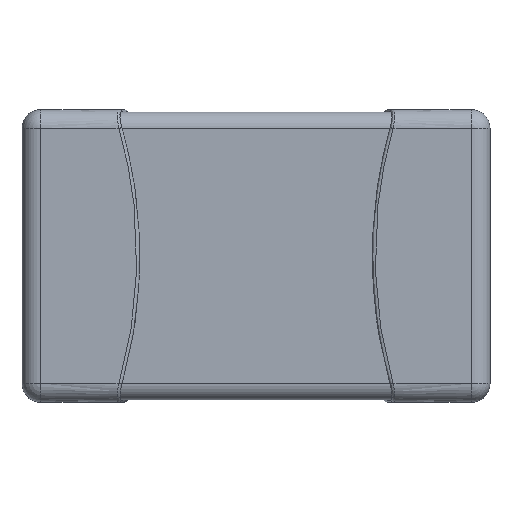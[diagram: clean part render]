
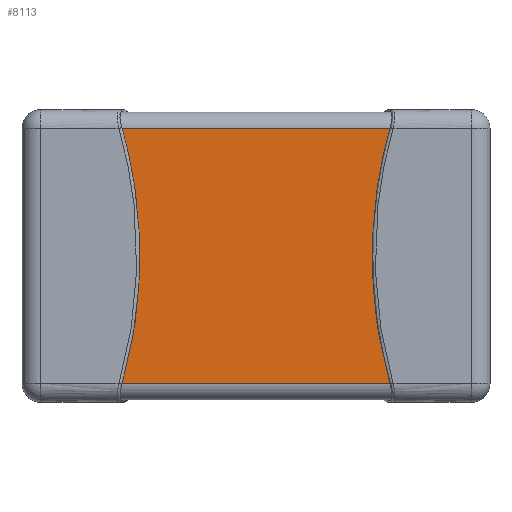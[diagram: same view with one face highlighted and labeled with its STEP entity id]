
A CAD part, top view. The second image highlights one B-rep face of the part: STEP entity #8113.
In plain terms, the highlighted planar face has unit normal (0, 0, 1).
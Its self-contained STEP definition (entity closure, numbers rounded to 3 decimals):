
#7538 = EDGE_CURVE('',#7539,#7541,#7543,.T.);
#7539 = VERTEX_POINT('',#7540);
#7540 = CARTESIAN_POINT('',(-0.9,-0.545,0.6));
#7541 = VERTEX_POINT('',#7542);
#7542 = CARTESIAN_POINT('',(0.9,-0.545,0.6));
#7543 = SURFACE_CURVE('',#7544,(#7548,#7560),.PCURVE_S1.);
#7544 = LINE('',#7545,#7546);
#7545 = CARTESIAN_POINT('',(-0.9,-0.545,0.6));
#7546 = VECTOR('',#7547,1.);
#7547 = DIRECTION('',(1.,0.,0.));
#7548 = PCURVE('',#7549,#7554);
#7549 = CYLINDRICAL_SURFACE('',#7550,0.07);
#7550 = AXIS2_PLACEMENT_3D('',#7551,#7552,#7553);
#7551 = CARTESIAN_POINT('',(-0.9,-0.545,0.53));
#7552 = DIRECTION('',(-1.,0.,0.));
#7553 = DIRECTION('',(0.,1.,0.));
#7554 = DEFINITIONAL_REPRESENTATION('',(#7555),#7559);
#7555 = LINE('',#7556,#7557);
#7556 = CARTESIAN_POINT('',(-1.571,0.));
#7557 = VECTOR('',#7558,1.);
#7558 = DIRECTION('',(-0.,-1.));
#7559 = ( GEOMETRIC_REPRESENTATION_CONTEXT(2) 
PARAMETRIC_REPRESENTATION_CONTEXT() REPRESENTATION_CONTEXT('2D SPACE',''
  ) );
#7560 = PCURVE('',#7561,#7566);
#7561 = PLANE('',#7562);
#7562 = AXIS2_PLACEMENT_3D('',#7563,#7564,#7565);
#7563 = CARTESIAN_POINT('',(-0.9,-0.545,0.6));
#7564 = DIRECTION('',(0.,0.,1.));
#7565 = DIRECTION('',(0.,1.,0.));
#7566 = DEFINITIONAL_REPRESENTATION('',(#7567),#7571);
#7567 = LINE('',#7568,#7569);
#7568 = CARTESIAN_POINT('',(0.,0.));
#7569 = VECTOR('',#7570,1.);
#7570 = DIRECTION('',(0.,-1.));
#7571 = ( GEOMETRIC_REPRESENTATION_CONTEXT(2) 
PARAMETRIC_REPRESENTATION_CONTEXT() REPRESENTATION_CONTEXT('2D SPACE',''
  ) );
#7590 = PLANE('',#7591);
#7591 = AXIS2_PLACEMENT_3D('',#7592,#7593,#7594);
#7592 = CARTESIAN_POINT('',(0.9,0.,0.31));
#7593 = DIRECTION('',(1.,0.,0.));
#7594 = DIRECTION('',(0.,0.,1.));
#7645 = PLANE('',#7646);
#7646 = AXIS2_PLACEMENT_3D('',#7647,#7648,#7649);
#7647 = CARTESIAN_POINT('',(-0.9,0.,0.31));
#7648 = DIRECTION('',(1.,0.,0.));
#7649 = DIRECTION('',(0.,0.,1.));
#7986 = CYLINDRICAL_SURFACE('',#7987,0.07);
#7987 = AXIS2_PLACEMENT_3D('',#7988,#7989,#7990);
#7988 = CARTESIAN_POINT('',(-0.9,0.545,0.53));
#7989 = DIRECTION('',(-1.,0.,0.));
#7990 = DIRECTION('',(0.,1.,0.));
#8046 = VERTEX_POINT('',#8047);
#8047 = CARTESIAN_POINT('',(0.9,0.545,0.6));
#8069 = EDGE_CURVE('',#8070,#8046,#8072,.T.);
#8070 = VERTEX_POINT('',#8071);
#8071 = CARTESIAN_POINT('',(-0.9,0.545,0.6));
#8072 = SURFACE_CURVE('',#8073,(#8077,#8084),.PCURVE_S1.);
#8073 = LINE('',#8074,#8075);
#8074 = CARTESIAN_POINT('',(-0.9,0.545,0.6));
#8075 = VECTOR('',#8076,1.);
#8076 = DIRECTION('',(1.,0.,0.));
#8077 = PCURVE('',#7986,#8078);
#8078 = DEFINITIONAL_REPRESENTATION('',(#8079),#8083);
#8079 = LINE('',#8080,#8081);
#8080 = CARTESIAN_POINT('',(-1.571,0.));
#8081 = VECTOR('',#8082,1.);
#8082 = DIRECTION('',(-0.,-1.));
#8083 = ( GEOMETRIC_REPRESENTATION_CONTEXT(2) 
PARAMETRIC_REPRESENTATION_CONTEXT() REPRESENTATION_CONTEXT('2D SPACE',''
  ) );
#8084 = PCURVE('',#7561,#8085);
#8085 = DEFINITIONAL_REPRESENTATION('',(#8086),#8090);
#8086 = LINE('',#8087,#8088);
#8087 = CARTESIAN_POINT('',(1.09,0.));
#8088 = VECTOR('',#8089,1.);
#8089 = DIRECTION('',(0.,-1.));
#8090 = ( GEOMETRIC_REPRESENTATION_CONTEXT(2) 
PARAMETRIC_REPRESENTATION_CONTEXT() REPRESENTATION_CONTEXT('2D SPACE',''
  ) );
#8113 = ADVANCED_FACE('',(#8114),#7561,.T.);
#8114 = FACE_BOUND('',#8115,.T.);
#8115 = EDGE_LOOP('',(#8116,#8117,#8138,#8139));
#8116 = ORIENTED_EDGE('',*,*,#7538,.T.);
#8117 = ORIENTED_EDGE('',*,*,#8118,.T.);
#8118 = EDGE_CURVE('',#7541,#8046,#8119,.T.);
#8119 = SURFACE_CURVE('',#8120,(#8124,#8131),.PCURVE_S1.);
#8120 = LINE('',#8121,#8122);
#8121 = CARTESIAN_POINT('',(0.9,-0.545,0.6));
#8122 = VECTOR('',#8123,1.);
#8123 = DIRECTION('',(0.,1.,0.));
#8124 = PCURVE('',#7561,#8125);
#8125 = DEFINITIONAL_REPRESENTATION('',(#8126),#8130);
#8126 = LINE('',#8127,#8128);
#8127 = CARTESIAN_POINT('',(0.,-1.8));
#8128 = VECTOR('',#8129,1.);
#8129 = DIRECTION('',(1.,0.));
#8130 = ( GEOMETRIC_REPRESENTATION_CONTEXT(2) 
PARAMETRIC_REPRESENTATION_CONTEXT() REPRESENTATION_CONTEXT('2D SPACE',''
  ) );
#8131 = PCURVE('',#7590,#8132);
#8132 = DEFINITIONAL_REPRESENTATION('',(#8133),#8137);
#8133 = LINE('',#8134,#8135);
#8134 = CARTESIAN_POINT('',(0.29,0.545));
#8135 = VECTOR('',#8136,1.);
#8136 = DIRECTION('',(0.,-1.));
#8137 = ( GEOMETRIC_REPRESENTATION_CONTEXT(2) 
PARAMETRIC_REPRESENTATION_CONTEXT() REPRESENTATION_CONTEXT('2D SPACE',''
  ) );
#8138 = ORIENTED_EDGE('',*,*,#8069,.F.);
#8139 = ORIENTED_EDGE('',*,*,#8140,.F.);
#8140 = EDGE_CURVE('',#7539,#8070,#8141,.T.);
#8141 = SURFACE_CURVE('',#8142,(#8146,#8153),.PCURVE_S1.);
#8142 = LINE('',#8143,#8144);
#8143 = CARTESIAN_POINT('',(-0.9,-0.545,0.6));
#8144 = VECTOR('',#8145,1.);
#8145 = DIRECTION('',(0.,1.,0.));
#8146 = PCURVE('',#7561,#8147);
#8147 = DEFINITIONAL_REPRESENTATION('',(#8148),#8152);
#8148 = LINE('',#8149,#8150);
#8149 = CARTESIAN_POINT('',(0.,0.));
#8150 = VECTOR('',#8151,1.);
#8151 = DIRECTION('',(1.,0.));
#8152 = ( GEOMETRIC_REPRESENTATION_CONTEXT(2) 
PARAMETRIC_REPRESENTATION_CONTEXT() REPRESENTATION_CONTEXT('2D SPACE',''
  ) );
#8153 = PCURVE('',#7645,#8154);
#8154 = DEFINITIONAL_REPRESENTATION('',(#8155),#8159);
#8155 = LINE('',#8156,#8157);
#8156 = CARTESIAN_POINT('',(0.29,0.545));
#8157 = VECTOR('',#8158,1.);
#8158 = DIRECTION('',(0.,-1.));
#8159 = ( GEOMETRIC_REPRESENTATION_CONTEXT(2) 
PARAMETRIC_REPRESENTATION_CONTEXT() REPRESENTATION_CONTEXT('2D SPACE',''
  ) );
